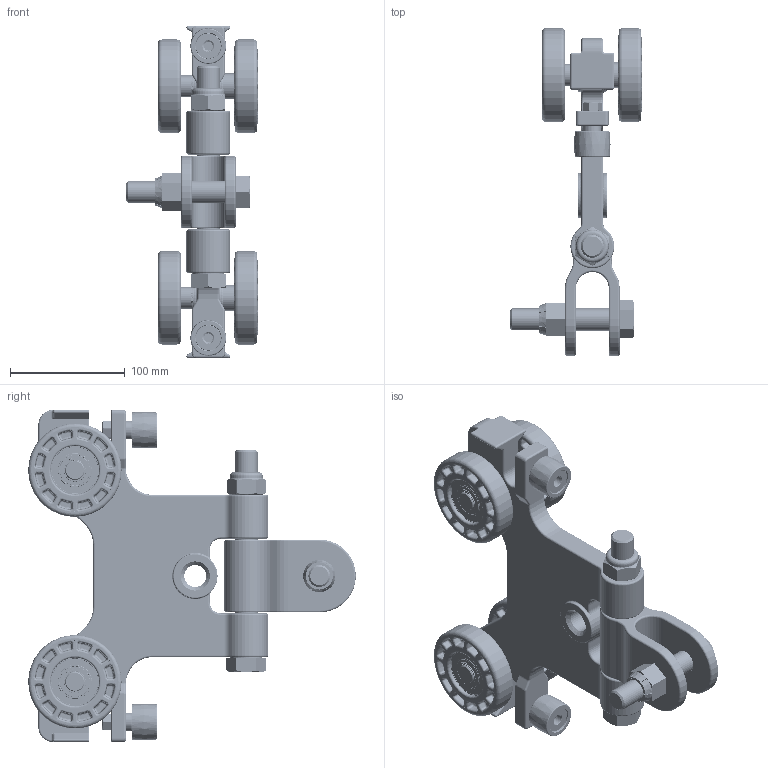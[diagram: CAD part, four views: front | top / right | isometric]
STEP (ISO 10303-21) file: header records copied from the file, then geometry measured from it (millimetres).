
FILE_DESCRIPTION((''),'2;1');
FILE_NAME('20041 100B-103 TROLLEY.stp','2011-02-01T13:56:32',('jholman'),(''),'Autodesk Inventor 2009','Autodesk Inventor 2009','');
FILE_SCHEMA(('AUTOMOTIVE_DESIGN { 1 0 10303 214 1 1 1 1 }'));
Length unit declared in the file: inch
Products named in the file (21): 3D11SIF4D; 20019; 3D11Y4B4D; 3D11JDF4B; 3D11I6B4A; 3D11H6B4A; 3D11ODF4B; 3D11KDF4A; 3D11MDF4A; 3D11LDF4A; 3D11NDF4A; Hex Nut - UNC (Regular Thread - Inch) 3/8 - 16; 3D1173G4D; 3D11FDF4B; 3D11HDF4B; 3D11IDF4A; 3D112CB4C; 3D111CB4C; 3D11H3B4A; Hex Bolt - UNC (Regular Thread - Inch) 3/4-10 UNC - 3.75; Hex Cap Screw - Metric M20 x 180
Assembly tree (31 placements, depth 4):
  3D11SIF4D
    20019
      3D11Y4B4D
      3D11JDF4B  x2
      3D11I6B4A  x2
      3D11H6B4A  x4
      3D11ODF4B  x2
        3D11KDF4A
        3D11MDF4A
        3D11LDF4A
        3D11NDF4A
      Hex Nut - UNC (Regular Thread - Inch) 3/8 - 16  x2
      3D1173G4D
      3D11FDF4B  x4
        3D11HDF4B
        3D11IDF4A
    3D112CB4C
      3D111CB4C
      3D11H3B4A
      Hex Bolt - UNC (Regular Thread - Inch) 3/4-10 UNC - 3.75
    Hex Cap Screw - Metric M20 x 180
Bounding box: 114.51 x 285.12 x 288.93 mm (x, y, z)
Volume: 1234319.8 mm3; surface area: 294844.5 mm2
Topology: 34 solids, 34 shells, 4366 faces, 10009 edges, 5482 vertices
Faces by surface type: bspline 1958, plane 942, cylinder 616, torus 502, cone 276, sphere 72
Full cylindrical faces by diameter (mm): 9.525 x6, 9.754 x2, 12.7 x4, 15.875 x2, 15.977 x4, 16.954 x8, 16.993 x4, 17.602 x1, 17.78 x2, 17.882 x2, 18.974 x1, 19.05 x7, 19.507 x1, 20 x1, 20.638 x1, 22.098 x4, 22.174 x4, 22.225 x6, 26.594 x4, 26.797 x4, 27.7 x1, 28.575 x5, 28.577 x1, 38.894 x1, 41.707 x4, 41.91 x4, 42.238 x8, 46.99 x4, 47 x4, 81.28 x4
Entity records: 61815 total; most frequent: CARTESIAN_POINT 30306, ORIENTED_EDGE 6366, DIRECTION 6146, EDGE_CURVE 3183, AXIS2_PLACEMENT_3D 2652, VERTEX_POINT 1882, EDGE_LOOP 1773, CIRCLE 1614
